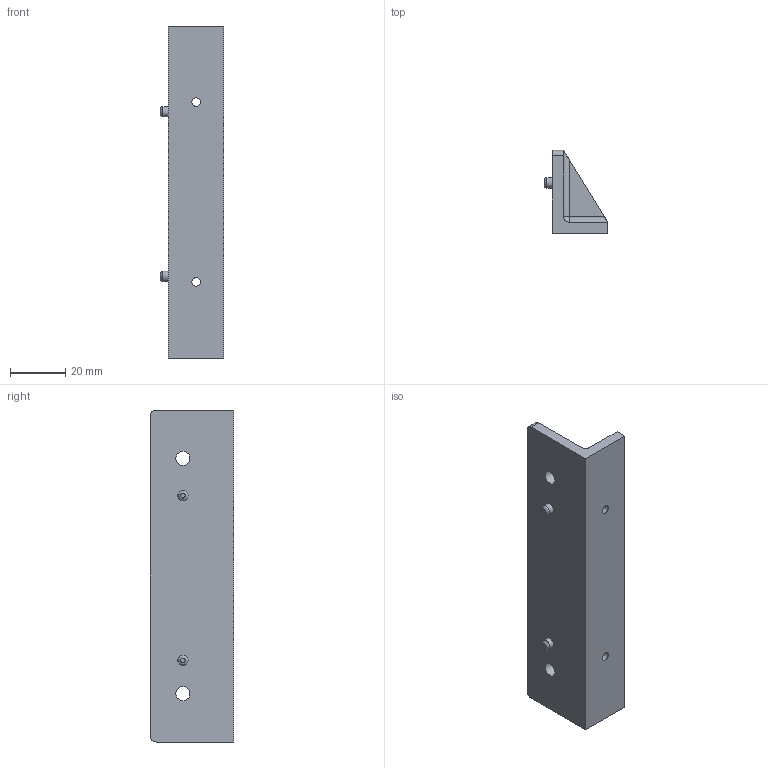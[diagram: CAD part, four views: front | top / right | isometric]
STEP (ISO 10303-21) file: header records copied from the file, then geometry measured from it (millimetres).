
FILE_DESCRIPTION(/* description */ (''),/* implementation_level */ '2;1');
FILE_NAME(/* name */ 'LV_Bracket_2.stp',/* time_stamp */ '2025-10-29T12:19:50-04:00',/* author */ ('mumin'),/* organization */ (''),/* preprocessor_version */ 'ST-DEVELOPER v20',/* originating_system */ 'Autodesk Inventor 2025',/* authorisation */ '');
FILE_SCHEMA (('AUTOMOTIVE_DESIGN { 1 0 10303 214 3 1 1 }'));
Length unit declared in the file: millimetre
Products named in the file (1): LV_Bracket_2
Bounding box: 23 x 30 x 120 mm (x, y, z)
Volume: 22833.3 mm3; surface area: 13038.9 mm2
Topology: 1 solids, 1 shells, 306 faces, 819 edges, 542 vertices
Faces by surface type: plane 173, bspline 117, cylinder 14, sphere 2
Full cylindrical faces by diameter (mm): 3.1 x2, 3.7 x2, 5.1 x2
Entity records: 10496 total; most frequent: CARTESIAN_POINT 3559, ORIENTED_EDGE 1638, DIRECTION 1001, EDGE_CURVE 819, LINE 557, VECTOR 557, VERTEX_POINT 542, EDGE_LOOP 341
